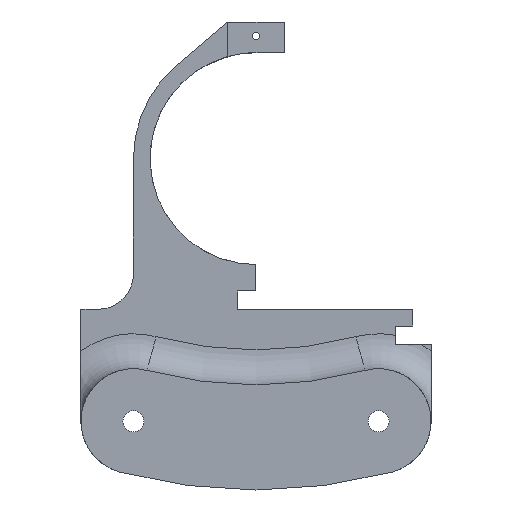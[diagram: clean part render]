
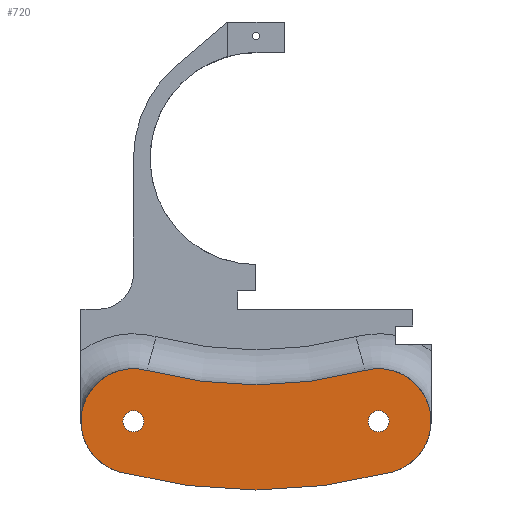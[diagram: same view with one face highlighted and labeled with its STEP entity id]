
A CAD part, left-side view. The second image highlights one B-rep face of the part: STEP entity #720.
In plain terms, the highlighted planar face has unit normal (-1, 0, 0).
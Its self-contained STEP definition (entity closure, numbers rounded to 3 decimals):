
#2=CARTESIAN_POINT('',(-18.5,0.,115.384));
#3=DIRECTION('',(1.,0.,0.));
#4=DIRECTION('',(0.,-0.259,-0.966));
#5=AXIS2_PLACEMENT_3D('',#2,#3,#4);
#7=CARTESIAN_POINT('',(-18.5,35.,-15.));
#8=DIRECTION('',(1.,0.,0.));
#9=DIRECTION('',(0.,0.259,-0.966));
#10=AXIS2_PLACEMENT_3D('',#7,#8,#9);
#12=CARTESIAN_POINT('',(-18.5,0.,115.384));
#13=DIRECTION('',(-1.,0.,0.));
#14=DIRECTION('',(0.,0.259,-0.966));
#15=AXIS2_PLACEMENT_3D('',#12,#13,#14);
#17=CARTESIAN_POINT('',(-18.5,-35.,-15.));
#18=DIRECTION('',(1.,0.,0.));
#19=DIRECTION('',(0.,0.259,0.966));
#20=AXIS2_PLACEMENT_3D('',#17,#18,#19);
#22=CARTESIAN_POINT('',(-18.5,35.,-15.));
#23=DIRECTION('',(1.,0.,0.));
#24=DIRECTION('',(0.,0.,-1.));
#25=AXIS2_PLACEMENT_3D('',#22,#23,#24);
#27=CARTESIAN_POINT('',(-18.5,35.,-15.));
#28=DIRECTION('',(1.,0.,0.));
#29=DIRECTION('',(0.,0.,1.));
#30=AXIS2_PLACEMENT_3D('',#27,#28,#29);
#32=CARTESIAN_POINT('',(-18.5,-35.,-15.));
#33=DIRECTION('',(1.,0.,0.));
#34=DIRECTION('',(0.,0.,-1.));
#35=AXIS2_PLACEMENT_3D('',#32,#33,#34);
#37=CARTESIAN_POINT('',(-18.5,-35.,-15.));
#38=DIRECTION('',(1.,0.,0.));
#39=DIRECTION('',(0.,0.,1.));
#40=AXIS2_PLACEMENT_3D('',#37,#38,#39);
#541=CARTESIAN_POINT('',(-18.5,-38.889,-29.487));
#542=CARTESIAN_POINT('',(-18.5,38.889,-29.487));
#543=VERTEX_POINT('',#541);
#544=VERTEX_POINT('',#542);
#545=CARTESIAN_POINT('',(-18.5,31.111,-0.513));
#546=VERTEX_POINT('',#545);
#547=CARTESIAN_POINT('',(-18.5,-31.111,-0.513));
#548=VERTEX_POINT('',#547);
#553=CARTESIAN_POINT('',(-18.5,35.,-18.));
#554=CARTESIAN_POINT('',(-18.5,35.,-12.));
#555=VERTEX_POINT('',#553);
#556=VERTEX_POINT('',#554);
#557=CARTESIAN_POINT('',(-18.5,-35.,-18.));
#558=CARTESIAN_POINT('',(-18.5,-35.,-12.));
#559=VERTEX_POINT('',#557);
#560=VERTEX_POINT('',#558);
#693=CARTESIAN_POINT('',(-18.5,0.,0.));
#694=DIRECTION('',(1.,0.,0.));
#695=DIRECTION('',(0.,0.,-1.));
#696=AXIS2_PLACEMENT_3D('',#693,#694,#695);
#697=PLANE('',#696);
#699=ORIENTED_EDGE('',*,*,#698,.T.);
#701=ORIENTED_EDGE('',*,*,#700,.T.);
#703=ORIENTED_EDGE('',*,*,#702,.T.);
#705=ORIENTED_EDGE('',*,*,#704,.T.);
#706=EDGE_LOOP('',(#699,#701,#703,#705));
#707=FACE_OUTER_BOUND('',#706,.F.);
#709=ORIENTED_EDGE('',*,*,#708,.F.);
#711=ORIENTED_EDGE('',*,*,#710,.F.);
#712=EDGE_LOOP('',(#709,#711));
#713=FACE_BOUND('',#712,.F.);
#715=ORIENTED_EDGE('',*,*,#714,.F.);
#717=ORIENTED_EDGE('',*,*,#716,.F.);
#718=EDGE_LOOP('',(#715,#717));
#719=FACE_BOUND('',#718,.F.);
#720=ADVANCED_FACE('',(#707,#713,#719),#697,.F.);
#6=CIRCLE('',#5,150.);
#11=CIRCLE('',#10,15.);
#16=CIRCLE('',#15,120.);
#21=CIRCLE('',#20,15.);
#26=CIRCLE('',#25,3.);
#31=CIRCLE('',#30,3.);
#36=CIRCLE('',#35,3.);
#41=CIRCLE('',#40,3.);
#698=EDGE_CURVE('',#543,#544,#6,.T.);
#700=EDGE_CURVE('',#544,#546,#11,.T.);
#702=EDGE_CURVE('',#546,#548,#16,.T.);
#704=EDGE_CURVE('',#548,#543,#21,.T.);
#708=EDGE_CURVE('',#555,#556,#26,.T.);
#710=EDGE_CURVE('',#556,#555,#31,.T.);
#714=EDGE_CURVE('',#559,#560,#36,.T.);
#716=EDGE_CURVE('',#560,#559,#41,.T.);
